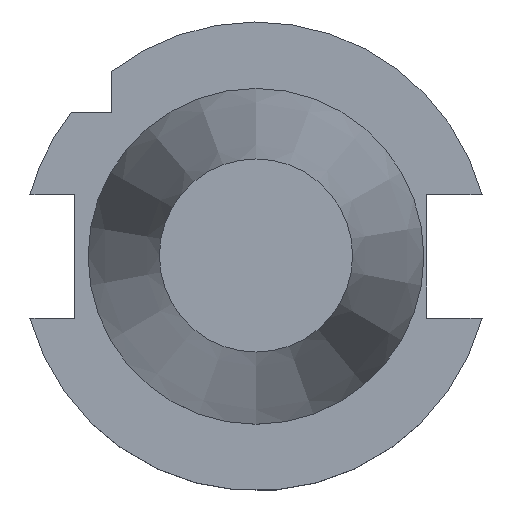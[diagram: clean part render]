
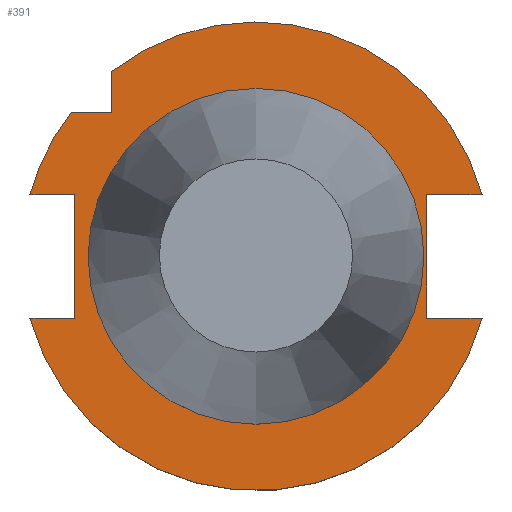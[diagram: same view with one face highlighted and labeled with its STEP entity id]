
A CAD part, top view. The second image highlights one B-rep face of the part: STEP entity #391.
In plain terms, the highlighted planar face has unit normal (0, 0, 1).
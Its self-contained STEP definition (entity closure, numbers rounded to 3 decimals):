
#170=EDGE_CURVE('240[2]',#515,#516,#517,.T.);
#231=EDGE_CURVE('240[2]',#540,#616,#617,.T.);
#241=EDGE_CURVE('240[2]',#632,#633,#634,.T.);
#257=EDGE_CURVE('240[2]',#540,#582,#657,.T.);
#276=EDGE_CURVE('240[2]',#515,#639,#688,.T.);
#307=EDGE_CURVE('240[2]',#725,#725,#726,.T.);
#326=EDGE_CURVE('240[2]',#516,#632,#751,.T.);
#342=EDGE_CURVE('240[2]',#560,#639,#772,.T.);
#376=EDGE_CURVE('240[2]',#582,#560,#816,.T.);
#391=ADVANCED_FACE('240[2]',(#835,#836),#837,.T.);
#464=EDGE_CURVE('240[2]',#524,#867,#922,.T.);
#474=EDGE_CURVE('240[2]',#867,#616,#934,.T.);
#485=EDGE_CURVE('240[2]',#524,#633,#946,.T.);
#515=VERTEX_POINT('',#971);
#516=VERTEX_POINT('',#972);
#517=LINE('',#973,#974);
#524=VERTEX_POINT('',#992);
#540=VERTEX_POINT('',#1032);
#560=VERTEX_POINT('',#1060);
#582=VERTEX_POINT('',#1094);
#616=VERTEX_POINT('',#1151);
#617=CIRCLE('',#1152,48.75);
#632=VERTEX_POINT('',#1171);
#633=VERTEX_POINT('',#1172);
#634=LINE('',#1173,#1174);
#639=VERTEX_POINT('',#1181);
#657=LINE('',#1206,#1207);
#688=CIRCLE('',#1320,48.75);
#725=VERTEX_POINT('',#1438);
#726=CIRCLE('',#1439,34.925);
#751=LINE('',#1475,#1476);
#772=LINE('',#1507,#1508);
#816=LINE('',#1594,#1595);
#835=FACE_OUTER_BOUND('',#1619,.T.);
#836=FACE_BOUND('',#1620,.T.);
#837=PLANE('',#1621);
#867=VERTEX_POINT('',#1678);
#922=LINE('',#1788,#1789);
#934=LINE('',#1816,#1817);
#946=CIRCLE('',#1836,48.75);
#971=CARTESIAN_POINT('',(47.026,-12.85,-1.5));
#972=CARTESIAN_POINT('',(35.5,-12.85,-1.5));
#973=CARTESIAN_POINT('',(21.422,-12.85,-1.5));
#974=VECTOR('',#1850,1.0);
#992=CARTESIAN_POINT('',(-30.0,38.426,-1.5));
#1032=CARTESIAN_POINT('',(-47.026,12.85,-1.5));
#1060=CARTESIAN_POINT('',(-37.7,-12.85,-1.5));
#1094=CARTESIAN_POINT('',(-37.7,12.85,-1.5));
#1151=CARTESIAN_POINT('',(-38.426,30.0,-1.5));
#1152=AXIS2_PLACEMENT_3D('',#1918,#1919,#1920);
#1171=CARTESIAN_POINT('',(35.5,12.85,-1.5));
#1172=CARTESIAN_POINT('',(47.026,12.85,-1.5));
#1173=CARTESIAN_POINT('',(21.422,12.85,-1.5));
#1174=VECTOR('',#1939,1.0);
#1181=CARTESIAN_POINT('',(-47.026,-12.85,-1.5));
#1206=CARTESIAN_POINT('',(-21.972,12.85,-1.5));
#1207=VECTOR('',#1964,1.0);
#1320=AXIS2_PLACEMENT_3D('',#1994,#1995,#1996);
#1438=CARTESIAN_POINT('',(0.,34.925,-1.5));
#1439=AXIS2_PLACEMENT_3D('',#2055,#2056,#2057);
#1475=CARTESIAN_POINT('',(35.5,20.919,-1.5));
#1476=VECTOR('',#2103,1.0);
#1507=CARTESIAN_POINT('',(-21.972,-12.85,-1.5));
#1508=VECTOR('',#2130,1.0);
#1594=CARTESIAN_POINT('',(-37.7,20.919,-1.5));
#1595=VECTOR('',#2173,1.0);
#1619=EDGE_LOOP('',(#2204,#2205,#2206,#2207,#2208,#2209,#2210,#2211,#2212,#2213,#2214));
#1620=EDGE_LOOP('',(#2215));
#1621=AXIS2_PLACEMENT_3D('',#2216,#2217,#2218);
#1678=CARTESIAN_POINT('',(-30.0,30.0,-1.5));
#1788=CARTESIAN_POINT('',(-30.0,38.978,-1.5));
#1789=VECTOR('',#2320,1.0);
#1816=CARTESIAN_POINT('',(-18.059,30.0,-1.5));
#1817=VECTOR('',#2328,1.0);
#1836=AXIS2_PLACEMENT_3D('',#2348,#2349,#2350);
#1850=DIRECTION('',(-1.0,0.,0.));
#1918=CARTESIAN_POINT('',(0.,0.,-1.5));
#1919=DIRECTION('',(0.,0.,-1.0));
#1920=DIRECTION('',(0.,1.0,0.));
#1939=DIRECTION('',(1.0,0.,0.));
#1964=DIRECTION('',(1.0,0.,0.));
#1994=CARTESIAN_POINT('',(0.,0.,-1.5));
#1995=DIRECTION('',(0.,0.,-1.0));
#1996=DIRECTION('',(0.,1.0,0.));
#2055=CARTESIAN_POINT('',(0.,0.,-1.5));
#2056=DIRECTION('',(0.,0.,-1.0));
#2057=DIRECTION('',(0.,1.0,0.));
#2103=DIRECTION('',(0.0,1.0,0.));
#2130=DIRECTION('',(-1.0,0.,0.));
#2173=DIRECTION('',(0.0,-1.0,0.));
#2204=ORIENTED_EDGE('',*,*,#474,.T.);
#2205=ORIENTED_EDGE('',*,*,#231,.F.);
#2206=ORIENTED_EDGE('',*,*,#257,.T.);
#2207=ORIENTED_EDGE('',*,*,#376,.T.);
#2208=ORIENTED_EDGE('',*,*,#342,.T.);
#2209=ORIENTED_EDGE('',*,*,#276,.F.);
#2210=ORIENTED_EDGE('',*,*,#170,.T.);
#2211=ORIENTED_EDGE('',*,*,#326,.T.);
#2212=ORIENTED_EDGE('',*,*,#241,.T.);
#2213=ORIENTED_EDGE('',*,*,#485,.F.);
#2214=ORIENTED_EDGE('',*,*,#464,.T.);
#2215=ORIENTED_EDGE('',*,*,#307,.T.);
#2216=CARTESIAN_POINT('',(0.,41.838,-1.5));
#2217=DIRECTION('',(0.,0.,1.0));
#2218=DIRECTION('',(0.,-1.0,0.));
#2320=DIRECTION('',(0.0,-1.0,0.));
#2328=DIRECTION('',(-1.0,0.0,0.));
#2348=CARTESIAN_POINT('',(0.,0.,-1.5));
#2349=DIRECTION('',(0.,0.,-1.0));
#2350=DIRECTION('',(0.,1.0,0.));
